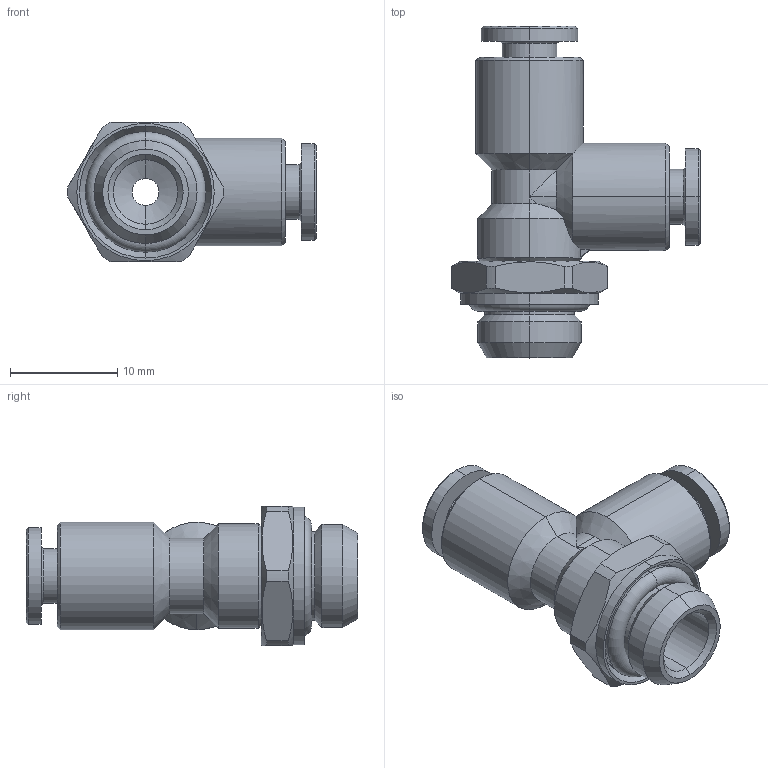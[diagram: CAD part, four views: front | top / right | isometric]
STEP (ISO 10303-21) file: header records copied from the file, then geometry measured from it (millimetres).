
FILE_DESCRIPTION (( 'STEP AP203' ), '1' );
FILE_NAME ('B0140011.STEP', '2012-08-24T09:31:11', ( '' ), ( 'sopra-pneumatic' ), 'SwSTEP 2.0', 'SolidWorks 2011', '' );
FILE_SCHEMA (( 'CONFIG_CONTROL_DESIGN' ));
Length unit declared in the file: millimetre
Products named in the file (1): B0140011
Bounding box: 23.15 x 30.9 x 13 mm (x, y, z)
Volume: 2501 mm3; surface area: 2592.2 mm2
Topology: 2 solids, 2 shells, 132 faces, 308 edges, 185 vertices
Faces by surface type: cylinder 52, cone 45, plane 30, torus 4, bspline 1
Entity records: 4035 total; most frequent: CARTESIAN_POINT 938, DIRECTION 669, ORIENTED_EDGE 612, EDGE_CURVE 306, AXIS2_PLACEMENT_3D 274, VERTEX_POINT 185, EDGE_LOOP 145, CIRCLE 142
